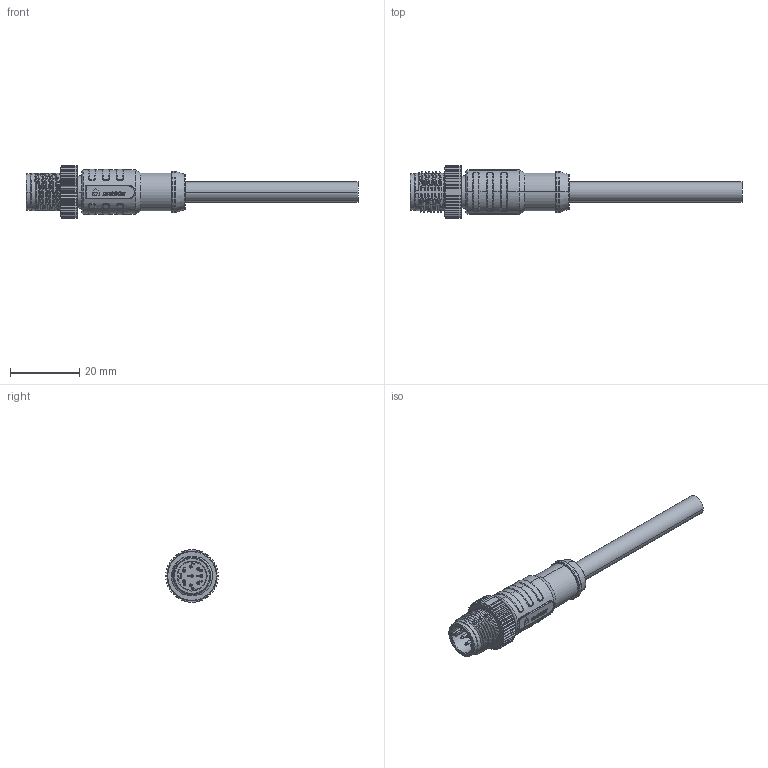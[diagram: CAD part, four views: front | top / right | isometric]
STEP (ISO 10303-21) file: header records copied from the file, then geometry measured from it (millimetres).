
FILE_DESCRIPTION((''),'2;1');
FILE_NAME('PM-M12A-08P-MM-SL8XXX-00A_H_','2020-04-11T',('Administrator'),(''),'CREO PARAMETRIC BY PTC INC, 2014350','CREO PARAMETRIC BY PTC INC, 2014350','');
FILE_SCHEMA(('CONFIG_CONTROL_DESIGN'));
Length unit declared in the file: millimetre
Products named in the file (1): PM-M12A-08P-MM-SL8XXX-00A_H_
Bounding box: 96.2 x 15.3 x 15.17 mm (x, y, z)
Volume: 6238.6 mm3; surface area: 3769.6 mm2
Topology: 1 solids, 7 shells, 1019 faces, 2741 edges, 1752 vertices
Faces by surface type: plane 545, cylinder 194, extrusion 112, bspline 59, cone 57, torus 30, sphere 22
Entity records: 36732 total; most frequent: CARTESIAN_POINT 11921, ORIENTED_EDGE 5428, DIRECTION 4642, EDGE_CURVE 2719, VECTOR 1840, VERTEX_POINT 1752, LINE 1728, AXIS2_PLACEMENT_3D 1401
